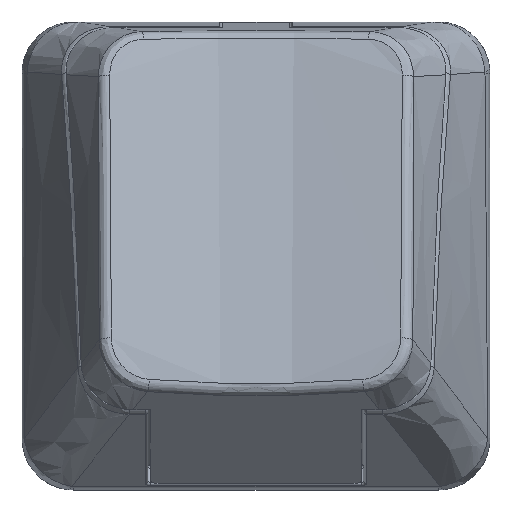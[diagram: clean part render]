
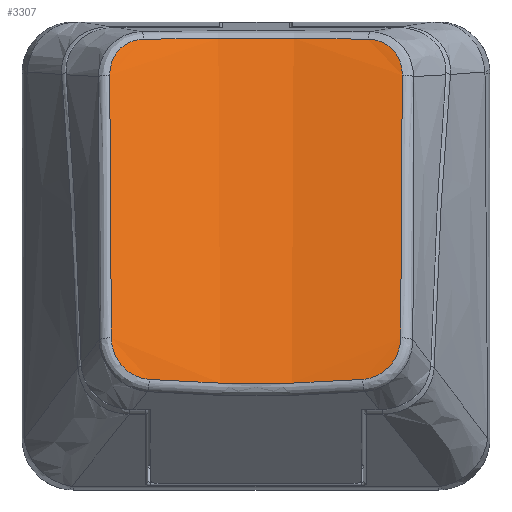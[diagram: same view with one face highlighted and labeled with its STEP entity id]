
A CAD part, top view. The second image highlights one B-rep face of the part: STEP entity #3307.
In plain terms, the highlighted free-form (B-spline) face has degree [1, 2] with [2, 3] control points.
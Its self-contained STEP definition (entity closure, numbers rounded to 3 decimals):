
#18=(
BOUNDED_SURFACE()
B_SPLINE_SURFACE(1,2,((#8800,#8801,#8802),(#8803,#8804,#8805)),
 .UNSPECIFIED.,.F.,.F.,.F.)
B_SPLINE_SURFACE_WITH_KNOTS((2,2),(3,3),(-0.346,0.302),
(-1.837,-1.305),.UNSPECIFIED.)
GEOMETRIC_REPRESENTATION_ITEM()
RATIONAL_B_SPLINE_SURFACE(((1.,0.965,1.),(1.,0.965,
1.)))
REPRESENTATION_ITEM('')
SURFACE()
);
#353=B_SPLINE_CURVE_WITH_KNOTS('',3,(#8555,#8556,#8557,#8558),
 .UNSPECIFIED.,.F.,.F.,(4,4),(0.,0.847),.UNSPECIFIED.);
#354=B_SPLINE_CURVE_WITH_KNOTS('',3,(#8586,#8587,#8588,#8589,#8590),
 .UNSPECIFIED.,.F.,.F.,(4,1,4),(0.,0.104,
0.244),.UNSPECIFIED.);
#355=B_SPLINE_CURVE_WITH_KNOTS('',3,(#8613,#8614,#8615,#8616),
 .UNSPECIFIED.,.F.,.F.,(4,4),(0.,1.061),.UNSPECIFIED.);
#357=B_SPLINE_CURVE_WITH_KNOTS('',3,(#8655,#8656,#8657,#8658,#8659,#8660),
 .UNSPECIFIED.,.F.,.F.,(4,1,1,4),(0.,0.098,0.163,
0.228),.UNSPECIFIED.);
#358=B_SPLINE_CURVE_WITH_KNOTS('',3,(#8683,#8684,#8685,#8686),
 .UNSPECIFIED.,.F.,.F.,(4,4),(0.,0.893),
 .UNSPECIFIED.);
#360=B_SPLINE_CURVE_WITH_KNOTS('',3,(#8719,#8720,#8721,#8722,#8723),
 .UNSPECIFIED.,.F.,.F.,(4,1,4),(0.,0.098,0.228),
 .UNSPECIFIED.);
#361=B_SPLINE_CURVE_WITH_KNOTS('',3,(#8746,#8747,#8748,#8749),
 .UNSPECIFIED.,.F.,.F.,(4,4),(0.,1.061),.UNSPECIFIED.);
#362=B_SPLINE_CURVE_WITH_KNOTS('',3,(#8775,#8776,#8777,#8778,#8779),
 .UNSPECIFIED.,.F.,.F.,(4,1,4),(0.,0.104,
0.244),.UNSPECIFIED.);
#619=FACE_OUTER_BOUND('',#825,.T.);
#825=EDGE_LOOP('',(#3061,#3062,#3063,#3064,#3065,#3066,#3067,#3068));
#1559=VERTEX_POINT('',#8551);
#1560=VERTEX_POINT('',#8553);
#1561=VERTEX_POINT('',#8584);
#1562=VERTEX_POINT('',#8611);
#1563=VERTEX_POINT('',#8647);
#1564=VERTEX_POINT('',#8681);
#1565=VERTEX_POINT('',#8712);
#1566=VERTEX_POINT('',#8744);
#2053=EDGE_CURVE('',#1560,#1559,#353,.T.);
#2055=EDGE_CURVE('',#1559,#1561,#354,.T.);
#2057=EDGE_CURVE('',#1561,#1562,#355,.T.);
#2060=EDGE_CURVE('',#1562,#1563,#357,.T.);
#2062=EDGE_CURVE('',#1563,#1564,#358,.T.);
#2065=EDGE_CURVE('',#1564,#1565,#360,.T.);
#2067=EDGE_CURVE('',#1565,#1566,#361,.T.);
#2068=EDGE_CURVE('',#1566,#1560,#362,.T.);
#3061=ORIENTED_EDGE('',*,*,#2053,.F.);
#3062=ORIENTED_EDGE('',*,*,#2068,.F.);
#3063=ORIENTED_EDGE('',*,*,#2067,.F.);
#3064=ORIENTED_EDGE('',*,*,#2065,.F.);
#3065=ORIENTED_EDGE('',*,*,#2062,.F.);
#3066=ORIENTED_EDGE('',*,*,#2060,.F.);
#3067=ORIENTED_EDGE('',*,*,#2057,.F.);
#3068=ORIENTED_EDGE('',*,*,#2055,.F.);
#3307=ADVANCED_FACE('',(#619),#18,.T.);
#8551=CARTESIAN_POINT('',(-4.141,-4.808,8.506));
#8553=CARTESIAN_POINT('',(4.141,-4.808,8.506));
#8555=CARTESIAN_POINT('Ctrl Pts',(4.141,-4.808,8.506));
#8556=CARTESIAN_POINT('Ctrl Pts',(1.411,-5.019,8.048));
#8557=CARTESIAN_POINT('Ctrl Pts',(-1.411,-5.019,8.048));
#8558=CARTESIAN_POINT('Ctrl Pts',(-4.141,-4.808,8.506));
#8584=CARTESIAN_POINT('',(-5.613,-3.199,8.377));
#8586=CARTESIAN_POINT('Ctrl Pts',(-4.141,-4.808,8.506));
#8587=CARTESIAN_POINT('Ctrl Pts',(-4.478,-4.782,8.563));
#8588=CARTESIAN_POINT('Ctrl Pts',(-5.254,-4.447,8.637));
#8589=CARTESIAN_POINT('Ctrl Pts',(-5.611,-3.646,8.504));
#8590=CARTESIAN_POINT('Ctrl Pts',(-5.613,-3.199,8.377));
#8611=CARTESIAN_POINT('',(-5.677,7.008,5.467));
#8613=CARTESIAN_POINT('Ctrl Pts',(-5.613,-3.199,8.377));
#8614=CARTESIAN_POINT('Ctrl Pts',(-5.628,0.203,7.405));
#8615=CARTESIAN_POINT('Ctrl Pts',(-5.647,3.605,6.435));
#8616=CARTESIAN_POINT('Ctrl Pts',(-5.677,7.008,5.467));
#8647=CARTESIAN_POINT('',(-4.357,8.404,4.76));
#8655=CARTESIAN_POINT('Ctrl Pts',(-5.677,7.008,5.467));
#8656=CARTESIAN_POINT('Ctrl Pts',(-5.68,7.322,5.378));
#8657=CARTESIAN_POINT('Ctrl Pts',(-5.531,7.838,5.189));
#8658=CARTESIAN_POINT('Ctrl Pts',(-4.977,8.306,4.919));
#8659=CARTESIAN_POINT('Ctrl Pts',(-4.566,8.4,4.803));
#8660=CARTESIAN_POINT('Ctrl Pts',(-4.357,8.404,4.76));
#8681=CARTESIAN_POINT('',(4.357,8.404,4.76));
#8683=CARTESIAN_POINT('Ctrl Pts',(-4.357,8.404,4.76));
#8684=CARTESIAN_POINT('Ctrl Pts',(-1.493,8.459,4.171));
#8685=CARTESIAN_POINT('Ctrl Pts',(1.493,8.459,4.171));
#8686=CARTESIAN_POINT('Ctrl Pts',(4.357,8.404,4.76));
#8712=CARTESIAN_POINT('',(5.677,7.008,5.467));
#8719=CARTESIAN_POINT('Ctrl Pts',(4.357,8.404,4.76));
#8720=CARTESIAN_POINT('Ctrl Pts',(4.67,8.398,4.824));
#8721=CARTESIAN_POINT('Ctrl Pts',(5.388,8.145,5.061));
#8722=CARTESIAN_POINT('Ctrl Pts',(5.68,7.426,5.348));
#8723=CARTESIAN_POINT('Ctrl Pts',(5.677,7.008,5.467));
#8744=CARTESIAN_POINT('',(5.613,-3.199,8.377));
#8746=CARTESIAN_POINT('Ctrl Pts',(5.677,7.008,5.467));
#8747=CARTESIAN_POINT('Ctrl Pts',(5.647,3.605,6.435));
#8748=CARTESIAN_POINT('Ctrl Pts',(5.628,0.203,7.405));
#8749=CARTESIAN_POINT('Ctrl Pts',(5.613,-3.199,8.377));
#8775=CARTESIAN_POINT('Ctrl Pts',(5.613,-3.199,8.377));
#8776=CARTESIAN_POINT('Ctrl Pts',(5.612,-3.534,8.473));
#8777=CARTESIAN_POINT('Ctrl Pts',(5.352,-4.337,8.632));
#8778=CARTESIAN_POINT('Ctrl Pts',(4.59,-4.773,8.581));
#8779=CARTESIAN_POINT('Ctrl Pts',(4.141,-4.808,8.506));
#8800=CARTESIAN_POINT('Ctrl Pts',(-5.679,8.653,4.995));
#8801=CARTESIAN_POINT('Ctrl Pts',(0.,8.255,
3.605));
#8802=CARTESIAN_POINT('Ctrl Pts',(5.678,8.653,4.995));
#8803=CARTESIAN_POINT('Ctrl Pts',(-5.679,-4.789,8.85));
#8804=CARTESIAN_POINT('Ctrl Pts',(0.,-5.188,
7.46));
#8805=CARTESIAN_POINT('Ctrl Pts',(5.678,-4.789,8.85));
